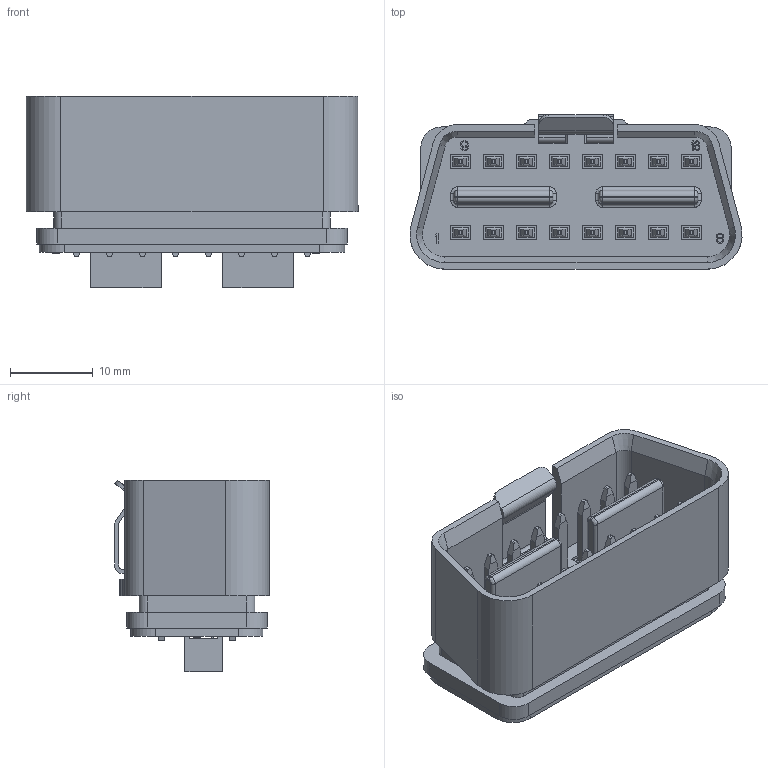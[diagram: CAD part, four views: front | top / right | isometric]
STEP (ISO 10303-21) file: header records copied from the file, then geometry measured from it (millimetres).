
FILE_DESCRIPTION((''),'2;1');
FILE_NAME('OBD-THT-0227-NEW_ASM','2024-09-19T',('gongchengVI'),(''),'PRO/ENGINEER BY PARAMETRIC TECHNOLOGY CORPORATION, 2010280','PRO/ENGINEER BY PARAMETRIC TECHNOLOGY CORPORATION, 2010280','');
FILE_SCHEMA(('CONFIG_CONTROL_DESIGN'));
Length unit declared in the file: millimetre
Products named in the file (7): HOUSING22337046T; PIN9-1622337046T; WAN-PIN37046T; PCB22337046T; FFH20001-D22337046T; LATCH704OK5TUX; OBD-THT-0227-NEW_ASM
Assembly tree (7 placements, depth 2):
  OBD-THT-0227-NEW_ASM
    HOUSING22337046T
    PIN9-1622337046T
    WAN-PIN37046T
    PCB22337046T
    FFH20001-D22337046T  x2
    LATCH704OK5TUX
Bounding box: 40.22 x 18.7 x 23.2 mm (x, y, z)
Volume: 5771.3 mm3; surface area: 9649.6 mm2
Topology: 21 solids, 21 shells, 2150 faces, 5607 edges, 3658 vertices
Faces by surface type: plane 1619, cylinder 507, bspline 16, cone 8
Entity records: 61624 total; most frequent: CARTESIAN_POINT 11406, ORIENTED_EDGE 10462, DIRECTION 10091, EDGE_CURVE 5231, VECTOR 4183, LINE 4183, VERTEX_POINT 3418, AXIS2_PLACEMENT_3D 2954
